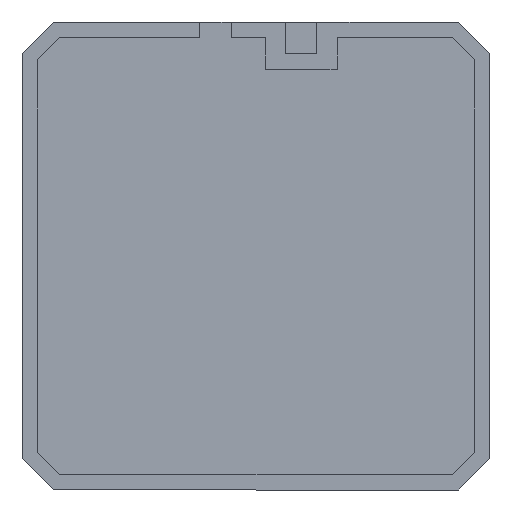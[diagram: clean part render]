
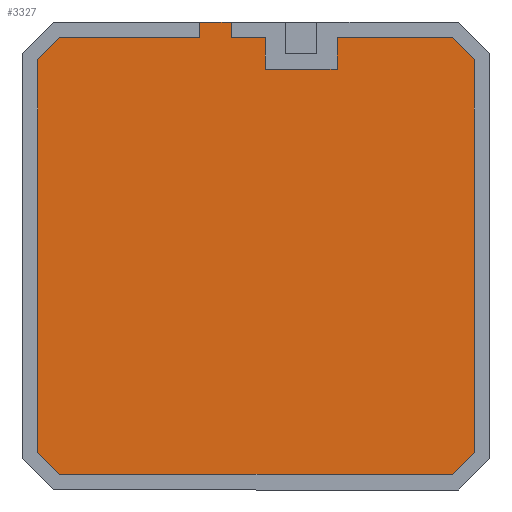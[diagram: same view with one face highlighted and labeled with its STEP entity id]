
A CAD part, front view. The second image highlights one B-rep face of the part: STEP entity #3327.
In plain terms, the highlighted planar face has unit normal (0, -1, 0).
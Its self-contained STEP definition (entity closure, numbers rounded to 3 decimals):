
#23 = VERTEX_POINT ( 'NONE', #12259 ) ;
#138 = LINE ( 'NONE', #4951, #9369 ) ;
#383 = EDGE_CURVE ( 'NONE', #23, #10184, #6588, .T. ) ;
#477 = VERTEX_POINT ( 'NONE', #9723 ) ;
#515 = EDGE_CURVE ( 'NONE', #7127, #12796, #138, .T. ) ;
#658 = CARTESIAN_POINT ( 'NONE',  ( -0.8, -4.01, 7. ) ) ;
#729 = CARTESIAN_POINT ( 'NONE',  ( 0., -4.01, 7. ) ) ;
#782 = ORIENTED_EDGE ( 'NONE', *, *, #383, .T. ) ;
#840 = LINE ( 'NONE', #12757, #13286 ) ;
#1192 = VECTOR ( 'NONE', #2172, 1000. ) ;
#1271 = EDGE_CURVE ( 'NONE', #477, #6769, #15222, .T. ) ;
#1380 = LINE ( 'NONE', #11767, #10412 ) ;
#1482 = CARTESIAN_POINT ( 'NONE',  ( 0.3, -4.01, 7. ) ) ;
#1600 = EDGE_CURVE ( 'NONE', #4365, #4219, #9161, .T. ) ;
#1707 = VECTOR ( 'NONE', #6217, 1000. ) ;
#1724 = VERTEX_POINT ( 'NONE', #7063 ) ;
#1775 = DIRECTION ( 'NONE',  ( 0., 0., 1. ) ) ;
#1949 = DIRECTION ( 'NONE',  ( -1., 0., 0. ) ) ;
#1950 = EDGE_CURVE ( 'NONE', #2485, #7127, #7848, .T. ) ;
#2172 = DIRECTION ( 'NONE',  ( -1., 0., 0. ) ) ;
#2485 = VERTEX_POINT ( 'NONE', #13824 ) ;
#2580 = EDGE_CURVE ( 'NONE', #1724, #5285, #840, .T. ) ;
#2673 = FACE_OUTER_BOUND ( 'NONE', #14897, .T. ) ;
#2832 = CARTESIAN_POINT ( 'NONE',  ( -0.8, -4.01, 0. ) ) ;
#2912 = EDGE_CURVE ( 'NONE', #10184, #1724, #10189, .T. ) ;
#3051 = ORIENTED_EDGE ( 'NONE', *, *, #9201, .T. ) ;
#3129 = LINE ( 'NONE', #729, #10275 ) ;
#3327 = ADVANCED_FACE ( 'NONE', ( #2673 ), #9016, .T. ) ;
#3328 = VECTOR ( 'NONE', #1775, 1000. ) ;
#3353 = DIRECTION ( 'NONE',  ( -1., 0., 0. ) ) ;
#3409 = VERTEX_POINT ( 'NONE', #12181 ) ;
#3521 = ORIENTED_EDGE ( 'NONE', *, *, #1271, .T. ) ;
#3664 = VERTEX_POINT ( 'NONE', #10634 ) ;
#4142 = ORIENTED_EDGE ( 'NONE', *, *, #1950, .T. ) ;
#4219 = VERTEX_POINT ( 'NONE', #14222 ) ;
#4252 = EDGE_CURVE ( 'NONE', #3664, #477, #1380, .T. ) ;
#4305 = DIRECTION ( 'NONE',  ( 0., 0., -1. ) ) ;
#4365 = VERTEX_POINT ( 'NONE', #13304 ) ;
#4463 = ORIENTED_EDGE ( 'NONE', *, *, #515, .T. ) ;
#4595 = EDGE_CURVE ( 'NONE', #4219, #2485, #10801, .T. ) ;
#4943 = EDGE_CURVE ( 'NONE', #6769, #4365, #7054, .T. ) ;
#4951 = CARTESIAN_POINT ( 'NONE',  ( 0., -4.01, 7. ) ) ;
#5047 = CARTESIAN_POINT ( 'NONE',  ( 6.293, -4.01, 7. ) ) ;
#5285 = VERTEX_POINT ( 'NONE', #10645 ) ;
#5486 = VECTOR ( 'NONE', #7947, 1000. ) ;
#5852 = DIRECTION ( 'NONE',  ( 0., 0., 1. ) ) ;
#6090 = VECTOR ( 'NONE', #13797, 1000. ) ;
#6217 = DIRECTION ( 'NONE',  ( 0.707, 0., 0.707 ) ) ;
#6294 = ORIENTED_EDGE ( 'NONE', *, *, #4252, .T. ) ;
#6308 = AXIS2_PLACEMENT_3D ( 'NONE', #11229, #10122, #13987 ) ;
#6399 = DIRECTION ( 'NONE',  ( 0., 0., -1. ) ) ;
#6588 = LINE ( 'NONE', #9458, #15443 ) ;
#6661 = ORIENTED_EDGE ( 'NONE', *, *, #2912, .T. ) ;
#6709 = DIRECTION ( 'NONE',  ( 0.707, 0., -0.707 ) ) ;
#6725 = ORIENTED_EDGE ( 'NONE', *, *, #8095, .T. ) ;
#6769 = VERTEX_POINT ( 'NONE', #5047 ) ;
#6925 = LINE ( 'NONE', #2832, #3328 ) ;
#6977 = CARTESIAN_POINT ( 'NONE',  ( 6.293, -4.01, -7. ) ) ;
#7032 = DIRECTION ( 'NONE',  ( -0.707, 0., 0.707 ) ) ;
#7054 = LINE ( 'NONE', #11514, #9661 ) ;
#7063 = CARTESIAN_POINT ( 'NONE',  ( -7., -4.01, -6.293 ) ) ;
#7099 = VECTOR ( 'NONE', #14737, 1000. ) ;
#7127 = VERTEX_POINT ( 'NONE', #1482 ) ;
#7398 = EDGE_CURVE ( 'NONE', #10394, #23, #3129, .T. ) ;
#7761 = VECTOR ( 'NONE', #4305, 1000. ) ;
#7848 = LINE ( 'NONE', #9868, #7099 ) ;
#7947 = DIRECTION ( 'NONE',  ( -1., 0., 0. ) ) ;
#8095 = EDGE_CURVE ( 'NONE', #12796, #3409, #6925, .T. ) ;
#8690 = EDGE_CURVE ( 'NONE', #12394, #3664, #14907, .T. ) ;
#8816 = VECTOR ( 'NONE', #7032, 1000. ) ;
#9016 = PLANE ( 'NONE',  #6308 ) ;
#9161 = LINE ( 'NONE', #14852, #11599 ) ;
#9201 = EDGE_CURVE ( 'NONE', #3409, #15005, #12421, .T. ) ;
#9369 = VECTOR ( 'NONE', #14423, 1000. ) ;
#9404 = DIRECTION ( 'NONE',  ( -0.707, 0., -0.707 ) ) ;
#9458 = CARTESIAN_POINT ( 'NONE',  ( -6.293, -4.01, 7. ) ) ;
#9519 = EDGE_CURVE ( 'NONE', #5285, #12394, #10733, .T. ) ;
#9551 = ORIENTED_EDGE ( 'NONE', *, *, #4595, .T. ) ;
#9580 = ORIENTED_EDGE ( 'NONE', *, *, #2580, .T. ) ;
#9661 = VECTOR ( 'NONE', #3353, 1000. ) ;
#9723 = CARTESIAN_POINT ( 'NONE',  ( 7., -4.01, 6.293 ) ) ;
#9868 = CARTESIAN_POINT ( 'NONE',  ( 0.3, -4.01, 0. ) ) ;
#10122 = DIRECTION ( 'NONE',  ( 0., -1., 0. ) ) ;
#10155 = ORIENTED_EDGE ( 'NONE', *, *, #7398, .T. ) ;
#10184 = VERTEX_POINT ( 'NONE', #13585 ) ;
#10189 = LINE ( 'NONE', #10331, #7761 ) ;
#10275 = VECTOR ( 'NONE', #1949, 1000. ) ;
#10331 = CARTESIAN_POINT ( 'NONE',  ( -7., -4.01, 0. ) ) ;
#10394 = VERTEX_POINT ( 'NONE', #15449 ) ;
#10412 = VECTOR ( 'NONE', #5852, 1000. ) ;
#10562 = ORIENTED_EDGE ( 'NONE', *, *, #15378, .T. ) ;
#10634 = CARTESIAN_POINT ( 'NONE',  ( 7., -4.01, -6.293 ) ) ;
#10645 = CARTESIAN_POINT ( 'NONE',  ( -6.293, -4.01, -7. ) ) ;
#10704 = ORIENTED_EDGE ( 'NONE', *, *, #1600, .T. ) ;
#10733 = LINE ( 'NONE', #12714, #13380 ) ;
#10801 = LINE ( 'NONE', #12564, #1192 ) ;
#10987 = ORIENTED_EDGE ( 'NONE', *, *, #8690, .T. ) ;
#11229 = CARTESIAN_POINT ( 'NONE',  ( 0., -4.01, 0. ) ) ;
#11514 = CARTESIAN_POINT ( 'NONE',  ( 0., -4.01, 7. ) ) ;
#11572 = ORIENTED_EDGE ( 'NONE', *, *, #9519, .T. ) ;
#11579 = CARTESIAN_POINT ( 'NONE',  ( 7., -4.01, 6.293 ) ) ;
#11599 = VECTOR ( 'NONE', #6399, 1000. ) ;
#11767 = CARTESIAN_POINT ( 'NONE',  ( 7., -4.01, 0. ) ) ;
#12095 = ORIENTED_EDGE ( 'NONE', *, *, #4943, .T. ) ;
#12181 = CARTESIAN_POINT ( 'NONE',  ( -0.8, -4.01, 7.5 ) ) ;
#12259 = CARTESIAN_POINT ( 'NONE',  ( -6.293, -4.01, 7. ) ) ;
#12394 = VERTEX_POINT ( 'NONE', #6977 ) ;
#12421 = LINE ( 'NONE', #15168, #5486 ) ;
#12564 = CARTESIAN_POINT ( 'NONE',  ( 0., -4.01, 6. ) ) ;
#12714 = CARTESIAN_POINT ( 'NONE',  ( 0., -4.01, -7. ) ) ;
#12757 = CARTESIAN_POINT ( 'NONE',  ( -7., -4.01, -6.293 ) ) ;
#12778 = CARTESIAN_POINT ( 'NONE',  ( -1.8, -4.01, 0. ) ) ;
#12796 = VERTEX_POINT ( 'NONE', #658 ) ;
#13286 = VECTOR ( 'NONE', #6709, 1000. ) ;
#13304 = CARTESIAN_POINT ( 'NONE',  ( 2.6, -4.01, 7. ) ) ;
#13380 = VECTOR ( 'NONE', #14825, 1000. ) ;
#13459 = CARTESIAN_POINT ( 'NONE',  ( 6.293, -4.01, -7. ) ) ;
#13585 = CARTESIAN_POINT ( 'NONE',  ( -7., -4.01, 6.293 ) ) ;
#13609 = LINE ( 'NONE', #12778, #6090 ) ;
#13797 = DIRECTION ( 'NONE',  ( 0., 0., -1. ) ) ;
#13824 = CARTESIAN_POINT ( 'NONE',  ( 0.3, -4.01, 6. ) ) ;
#13987 = DIRECTION ( 'NONE',  ( 0., 0., -1. ) ) ;
#14222 = CARTESIAN_POINT ( 'NONE',  ( 2.6, -4.01, 6. ) ) ;
#14423 = DIRECTION ( 'NONE',  ( -1., 0., 0. ) ) ;
#14737 = DIRECTION ( 'NONE',  ( 0., 0., 1. ) ) ;
#14825 = DIRECTION ( 'NONE',  ( 1., 0., 0. ) ) ;
#14852 = CARTESIAN_POINT ( 'NONE',  ( 2.6, -4.01, 0. ) ) ;
#14897 = EDGE_LOOP ( 'NONE', ( #9551, #4142, #4463, #6725, #3051, #10562, #10155, #782, #6661, #9580, #11572, #10987, #6294, #3521, #12095, #10704 ) ) ;
#14907 = LINE ( 'NONE', #13459, #1707 ) ;
#15005 = VERTEX_POINT ( 'NONE', #15500 ) ;
#15168 = CARTESIAN_POINT ( 'NONE',  ( 0., -4.01, 7.5 ) ) ;
#15222 = LINE ( 'NONE', #11579, #8816 ) ;
#15378 = EDGE_CURVE ( 'NONE', #15005, #10394, #13609, .T. ) ;
#15443 = VECTOR ( 'NONE', #9404, 1000. ) ;
#15449 = CARTESIAN_POINT ( 'NONE',  ( -1.8, -4.01, 7. ) ) ;
#15500 = CARTESIAN_POINT ( 'NONE',  ( -1.8, -4.01, 7.5 ) ) ;
